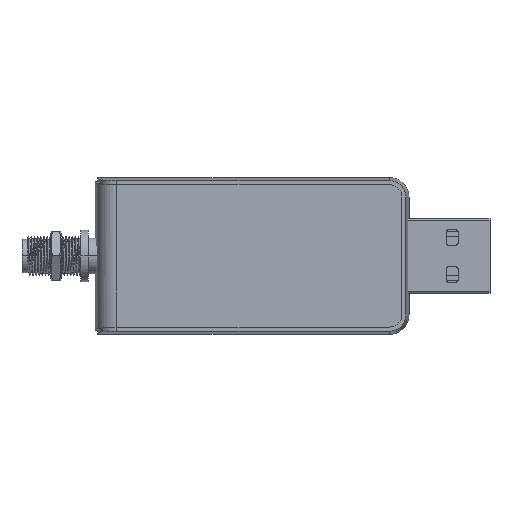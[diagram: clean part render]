
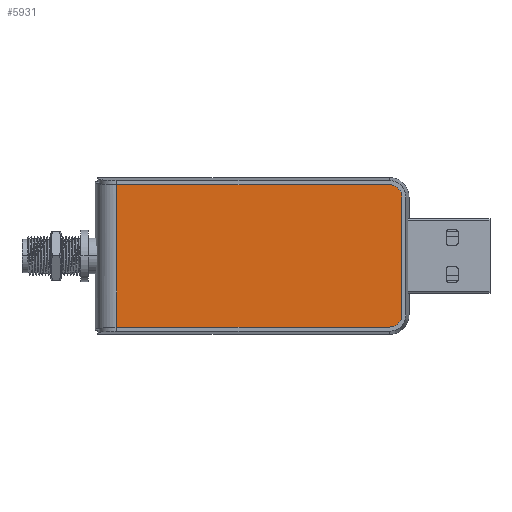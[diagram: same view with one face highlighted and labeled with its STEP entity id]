
A CAD part, top view. The second image highlights one B-rep face of the part: STEP entity #5931.
In plain terms, the highlighted planar face has unit normal (0, 0, 1).
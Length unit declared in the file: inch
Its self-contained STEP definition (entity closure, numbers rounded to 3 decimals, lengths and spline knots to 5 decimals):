
#3899=DIRECTION('',(1.,0.,0.));
#3900=VECTOR('',#3899,1.73859);
#3901=CARTESIAN_POINT('',(-0.86359,-0.45313,0.25));
#3902=LINE('',#3901,#3900);
#3906=DIRECTION('',(0.,-1.,0.));
#3907=VECTOR('',#3906,0.90626);
#3908=CARTESIAN_POINT('',(-0.86359,0.45313,0.25));
#3909=LINE('',#3908,#3907);
#3913=DIRECTION('',(1.,0.,0.));
#3914=VECTOR('',#3913,1.73859);
#3915=CARTESIAN_POINT('',(-0.86359,0.45313,0.25));
#3916=LINE('',#3915,#3914);
#3920=CARTESIAN_POINT('',(0.875,0.375,0.25));
#3921=DIRECTION('',(0.,0.,1.));
#3922=DIRECTION('',(1.,0.,0.));
#3923=AXIS2_PLACEMENT_3D('',#3920,#3921,#3922);
#3928=DIRECTION('',(0.,1.,0.));
#3929=VECTOR('',#3928,0.75);
#3930=CARTESIAN_POINT('',(0.95313,-0.375,0.25));
#3931=LINE('',#3930,#3929);
#3935=CARTESIAN_POINT('',(0.875,-0.375,0.25));
#3936=DIRECTION('',(0.,0.,1.));
#3937=DIRECTION('',(0.,-1.,0.));
#3938=AXIS2_PLACEMENT_3D('',#3935,#3936,#3937);
#5739=CARTESIAN_POINT('',(-0.86359,-0.45313,0.25));
#5740=CARTESIAN_POINT('',(0.875,-0.45313,0.25));
#5741=VERTEX_POINT('',#5739);
#5742=VERTEX_POINT('',#5740);
#5743=CARTESIAN_POINT('',(0.95313,-0.375,0.25));
#5744=VERTEX_POINT('',#5743);
#5745=CARTESIAN_POINT('',(0.95313,0.375,0.25));
#5746=VERTEX_POINT('',#5745);
#5747=CARTESIAN_POINT('',(0.875,0.45313,0.25));
#5748=VERTEX_POINT('',#5747);
#5749=CARTESIAN_POINT('',(-0.86359,0.45313,0.25));
#5750=VERTEX_POINT('',#5749);
#5912=CARTESIAN_POINT('',(-1.,0.5,0.25));
#5913=DIRECTION('',(0.,0.,1.));
#5914=DIRECTION('',(0.,-1.,0.));
#5915=AXIS2_PLACEMENT_3D('',#5912,#5913,#5914);
#5916=PLANE('',#5915);
#5918=ORIENTED_EDGE('',*,*,#5917,.F.);
#5920=ORIENTED_EDGE('',*,*,#5919,.F.);
#5922=ORIENTED_EDGE('',*,*,#5921,.T.);
#5924=ORIENTED_EDGE('',*,*,#5923,.F.);
#5926=ORIENTED_EDGE('',*,*,#5925,.F.);
#5928=ORIENTED_EDGE('',*,*,#5927,.F.);
#5929=EDGE_LOOP('',(#5918,#5920,#5922,#5924,#5926,#5928));
#5930=FACE_OUTER_BOUND('',#5929,.F.);
#3924=CIRCLE('',#3923,0.07813);
#3939=CIRCLE('',#3938,0.07813);
#5917=EDGE_CURVE('',#5741,#5742,#3902,.T.);
#5919=EDGE_CURVE('',#5750,#5741,#3909,.T.);
#5921=EDGE_CURVE('',#5750,#5748,#3916,.T.);
#5923=EDGE_CURVE('',#5746,#5748,#3924,.T.);
#5925=EDGE_CURVE('',#5744,#5746,#3931,.T.);
#5927=EDGE_CURVE('',#5742,#5744,#3939,.T.);
#5931=ADVANCED_FACE('',(#5930),#5916,.T.);
